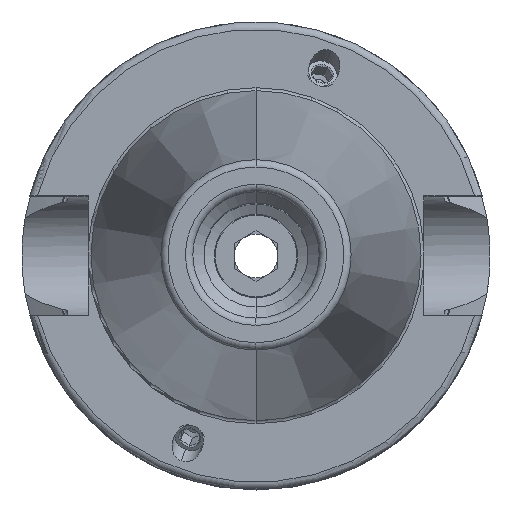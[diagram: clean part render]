
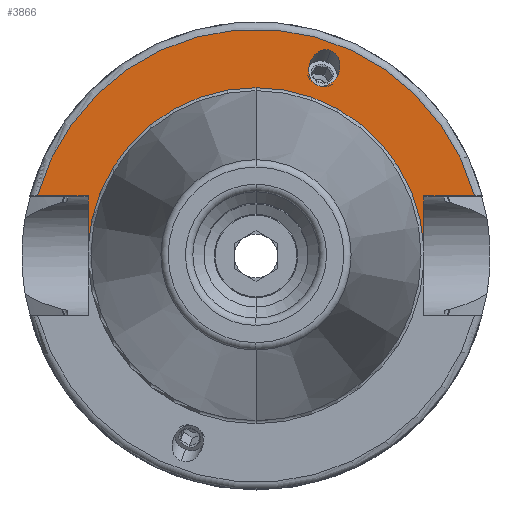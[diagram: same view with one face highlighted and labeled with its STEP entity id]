
A CAD part, top view. The second image highlights one B-rep face of the part: STEP entity #3866.
In plain terms, the highlighted planar face has unit normal (0, 0, 1).
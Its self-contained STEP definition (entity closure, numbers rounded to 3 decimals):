
#670=DIRECTION('',(0,1,0));
#671=VECTOR('',#670,6.987);
#672=CARTESIAN_POINT('',(-22.6,1.063,25));
#673=LINE('',#672,#671);
#674=DIRECTION('',(1,0,0));
#675=VECTOR('',#674,6.818);
#676=CARTESIAN_POINT('',(-29.418,8.05,25));
#677=LINE('',#676,#675);
#678=DIRECTION('',(-1,0,0));
#679=VECTOR('',#678,6.818);
#680=CARTESIAN_POINT('',(29.418,8.05,25));
#681=LINE('',#680,#679);
#682=DIRECTION('',(0,-1,0));
#683=VECTOR('',#682,6.987);
#684=CARTESIAN_POINT('',(22.6,8.05,25));
#685=LINE('',#684,#683);
#686=CARTESIAN_POINT('',(10.056,27.629,25));
#687=CARTESIAN_POINT('',(10.283,27.547,25));
#688=CARTESIAN_POINT('',(10.737,27.268,25));
#689=CARTESIAN_POINT('',(11.226,26.479,25));
#690=CARTESIAN_POINT('',(11.341,25.65,25));
#691=CARTESIAN_POINT('',(11.261,25.009,25));
#692=CARTESIAN_POINT('',(11.137,24.573,25));
#693=CARTESIAN_POINT('',(10.952,24.159,25));
#694=CARTESIAN_POINT('',(10.601,23.617,25));
#695=CARTESIAN_POINT('',(9.98,23.055,25));
#696=CARTESIAN_POINT('',(9.098,22.765,25));
#697=CARTESIAN_POINT('',(8.571,22.843,25));
#698=CARTESIAN_POINT('',(8.344,22.926,25));
#700=CARTESIAN_POINT('',(8.344,22.926,25));
#701=CARTESIAN_POINT('',(8.117,23.009,25));
#702=CARTESIAN_POINT('',(7.663,23.288,25));
#703=CARTESIAN_POINT('',(7.174,24.076,25));
#704=CARTESIAN_POINT('',(7.06,24.906,25));
#705=CARTESIAN_POINT('',(7.14,25.547,25));
#706=CARTESIAN_POINT('',(7.264,25.983,25));
#707=CARTESIAN_POINT('',(7.449,26.396,25));
#708=CARTESIAN_POINT('',(7.8,26.939,25));
#709=CARTESIAN_POINT('',(8.421,27.5,25));
#710=CARTESIAN_POINT('',(9.302,27.79,25));
#711=CARTESIAN_POINT('',(9.829,27.712,25));
#712=CARTESIAN_POINT('',(10.056,27.629,25));
#748=CARTESIAN_POINT('',(0,0,25));
#749=DIRECTION('',(0,0,1));
#750=DIRECTION('',(0,1,0));
#751=AXIS2_PLACEMENT_3D('',#748,#749,#750);
#779=CARTESIAN_POINT('',(0,0,25));
#780=DIRECTION('',(0,0,-1));
#781=DIRECTION('',(0,1,0));
#782=AXIS2_PLACEMENT_3D('',#779,#780,#781);
#1889=CARTESIAN_POINT('',(0,0,25));
#1890=DIRECTION('',(0,0,1));
#1891=DIRECTION('',(0.965,0.264,0));
#1892=AXIS2_PLACEMENT_3D('',#1889,#1890,#1891);
#2754=CARTESIAN_POINT('',(-22.6,1.063,25));
#2755=CARTESIAN_POINT('',(-22.6,8.05,25));
#2756=VERTEX_POINT('',#2754);
#2757=VERTEX_POINT('',#2755);
#2758=CARTESIAN_POINT('',(-29.418,8.05,25));
#2759=VERTEX_POINT('',#2758);
#2760=CARTESIAN_POINT('',(22.6,8.05,25));
#2761=CARTESIAN_POINT('',(22.6,1.063,25));
#2762=VERTEX_POINT('',#2760);
#2763=VERTEX_POINT('',#2761);
#2770=CARTESIAN_POINT('',(29.418,8.05,25));
#2771=VERTEX_POINT('',#2770);
#2818=CARTESIAN_POINT('',(0,22.625,25));
#2820=VERTEX_POINT('',#2818);
#2836=VERTEX_POINT('',#686);
#2837=VERTEX_POINT('',#698);
#3842=CARTESIAN_POINT('',(0,0,25));
#3843=DIRECTION('',(0,0,-1));
#3844=DIRECTION('',(0,-1,0));
#3845=AXIS2_PLACEMENT_3D('',#3842,#3843,#3844);
#3846=PLANE('',#3845);
#3847=ORIENTED_EDGE('',*,*,#3442,.T.);
#3848=ORIENTED_EDGE('',*,*,#3471,.F.);
#3850=ORIENTED_EDGE('',*,*,#3849,.F.);
#3851=ORIENTED_EDGE('',*,*,#3676,.T.);
#3853=ORIENTED_EDGE('',*,*,#3852,.T.);
#3855=ORIENTED_EDGE('',*,*,#3854,.F.);
#3857=ORIENTED_EDGE('',*,*,#3856,.T.);
#3858=EDGE_LOOP('',(#3847,#3848,#3850,#3851,#3853,#3855,#3857));
#3859=FACE_OUTER_BOUND('',#3858,.F.);
#3861=ORIENTED_EDGE('',*,*,#3860,.F.);
#3863=ORIENTED_EDGE('',*,*,#3862,.F.);
#3864=EDGE_LOOP('',(#3861,#3863));
#3865=FACE_BOUND('',#3864,.F.);
#3866=ADVANCED_FACE('',(#3859,#3865),#3846,.F.);
#699=B_SPLINE_CURVE_WITH_KNOTS('',3,(#686,#687,#688,#689,#690,#691,#692,#693,
#694,#695,#696,#697,#698),.UNSPECIFIED.,.F.,.F.,(4,1,1,1,1,1,1,1,1,1,4),(0,
0.125,0.25,0.375,0.438,0.5,0.563,0.625,0.75,0.875,1),
.UNSPECIFIED.);
#713=B_SPLINE_CURVE_WITH_KNOTS('',3,(#700,#701,#702,#703,#704,#705,#706,#707,
#708,#709,#710,#711,#712),.UNSPECIFIED.,.F.,.F.,(4,1,1,1,1,1,1,1,1,1,4),(0,
0.125,0.25,0.375,0.438,0.5,0.563,0.625,0.75,0.875,1),
.UNSPECIFIED.);
#752=CIRCLE('',#751,22.625);
#783=CIRCLE('',#782,22.625);
#1893=CIRCLE('',#1892,30.5);
#3442=EDGE_CURVE('',#2756,#2757,#673,.T.);
#3471=EDGE_CURVE('',#2759,#2757,#677,.T.);
#3676=EDGE_CURVE('',#2771,#2762,#681,.T.);
#3849=EDGE_CURVE('',#2771,#2759,#1893,.T.);
#3852=EDGE_CURVE('',#2762,#2763,#685,.T.);
#3854=EDGE_CURVE('',#2820,#2763,#783,.T.);
#3856=EDGE_CURVE('',#2820,#2756,#752,.T.);
#3860=EDGE_CURVE('',#2836,#2837,#699,.T.);
#3862=EDGE_CURVE('',#2837,#2836,#713,.T.);
